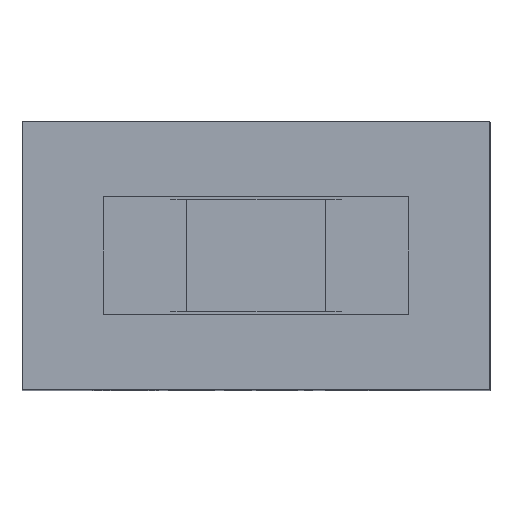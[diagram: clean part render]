
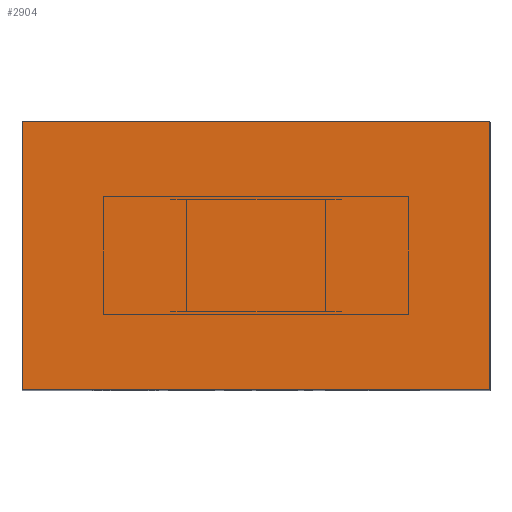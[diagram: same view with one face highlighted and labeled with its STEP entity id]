
A CAD part, top view. The second image highlights one B-rep face of the part: STEP entity #2904.
In plain terms, the highlighted face is planar.
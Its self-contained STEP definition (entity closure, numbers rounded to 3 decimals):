
#691=ORIENTED_EDGE('',*,*,#719,.F.);
#692=ORIENTED_EDGE('',*,*,#746,.F.);
#693=ORIENTED_EDGE('',*,*,#744,.F.);
#694=ORIENTED_EDGE('',*,*,#747,.F.);
#719=EDGE_CURVE('',#1014,#1015,#1214,.T.);
#744=EDGE_CURVE('',#1026,#1027,#1235,.T.);
#746=EDGE_CURVE('',#1027,#1014,#1237,.T.);
#747=EDGE_CURVE('',#1015,#1026,#1238,.T.);
#1014=VERTEX_POINT('',#3570);
#1015=VERTEX_POINT('',#3572);
#1026=VERTEX_POINT('',#3616);
#1027=VERTEX_POINT('',#3618);
#1214=LINE('',#3571,#1459);
#1235=LINE('',#3617,#1480);
#1237=LINE('',#3621,#1482);
#1238=LINE('',#3623,#1483);
#1459=VECTOR('',#3066,1000.);
#1480=VECTOR('',#3113,1000.);
#1482=VECTOR('',#3117,1000.);
#1483=VECTOR('',#3120,1000.);
#1802=EDGE_LOOP('',(#691,#692,#693,#694));
#1925=FACE_BOUND('',#1802,.T.);
#2011=PLANE('',#3030);
#2904=ADVANCED_FACE('',(#1925),#2011,.F.);
#3030=AXIS2_PLACEMENT_3D('',#4640,#3515,#3516);
#3066=DIRECTION('',(0.,0.,-1.));
#3113=DIRECTION('',(0.,0.,1.));
#3117=DIRECTION('',(-1.,0.,0.));
#3120=DIRECTION('',(1.,0.,0.));
#3515=DIRECTION('',(0.,-1.,0.));
#3516=DIRECTION('',(0.,0.,-1.));
#3570=CARTESIAN_POINT('',(-4.975,5.81,2.85));
#3571=CARTESIAN_POINT('',(-4.975,5.81,2.85));
#3572=CARTESIAN_POINT('',(-4.975,5.81,-2.85));
#3616=CARTESIAN_POINT('',(4.975,5.81,-2.85));
#3617=CARTESIAN_POINT('',(4.975,5.81,-2.85));
#3618=CARTESIAN_POINT('',(4.975,5.81,2.85));
#3621=CARTESIAN_POINT('',(4.975,5.81,2.85));
#3623=CARTESIAN_POINT('',(-4.975,5.81,-2.85));
#4640=CARTESIAN_POINT('',(0.,5.81,0.));
